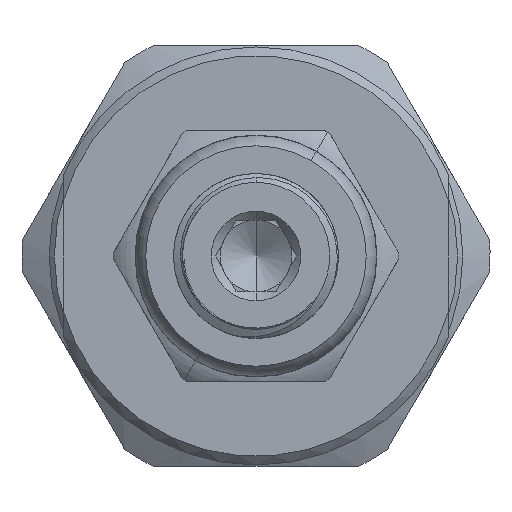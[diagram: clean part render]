
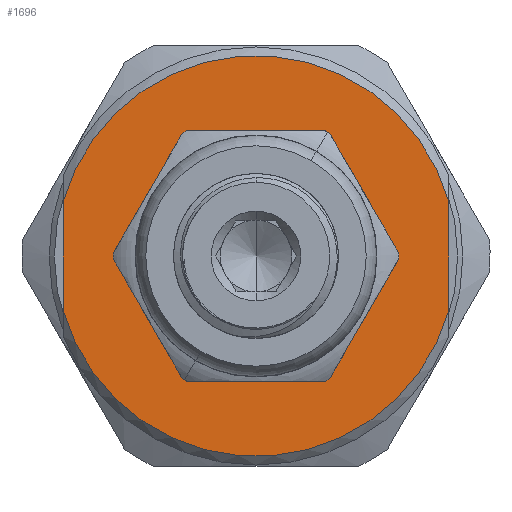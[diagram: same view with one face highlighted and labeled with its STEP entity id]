
A CAD part, left-side view. The second image highlights one B-rep face of the part: STEP entity #1696.
In plain terms, the highlighted planar face has unit normal (-1, 0, 0).
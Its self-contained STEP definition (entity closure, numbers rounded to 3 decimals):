
#253 = DIRECTION ( 'NONE',  ( 0., 1., 0. ) ) ;
#453 = ORIENTED_EDGE ( 'NONE', *, *, #7172, .F. ) ;
#494 = DIRECTION ( 'NONE',  ( 0., 0., 1. ) ) ;
#693 = ORIENTED_EDGE ( 'NONE', *, *, #4602, .T. ) ;
#750 = CARTESIAN_POINT ( 'NONE',  ( -6.5, -11., -3.087 ) ) ;
#844 = AXIS2_PLACEMENT_3D ( 'NONE', #11463, #1581, #5300 ) ;
#1218 = CARTESIAN_POINT ( 'NONE',  ( -6.5, 3.437, -5.954 ) ) ;
#1296 = EDGE_LOOP ( 'NONE', ( #9493, #693 ) ) ;
#1447 = DIRECTION ( 'NONE',  ( -1., 0., 0. ) ) ;
#1581 = DIRECTION ( 'NONE',  ( -1., 0., 0. ) ) ;
#1603 = CARTESIAN_POINT ( 'NONE',  ( -6.5, -11., -10.9 ) ) ;
#1605 = LINE ( 'NONE', #1603, #11367 ) ;
#1696 = ADVANCED_FACE ( 'NONE', ( #2415, #11147 ), #10611, .T. ) ;
#2055 = VERTEX_POINT ( 'NONE', #750 ) ;
#2264 = CARTESIAN_POINT ( 'NONE',  ( -6.5, 11., -10.9 ) ) ;
#2386 = DIRECTION ( 'NONE',  ( 0., 1., 0. ) ) ;
#2415 = FACE_BOUND ( 'NONE', #1296, .T. ) ;
#2515 = DIRECTION ( 'NONE',  ( 0., 0., -1. ) ) ;
#2564 = AXIS2_PLACEMENT_3D ( 'NONE', #10568, #3110, #253 ) ;
#3110 = DIRECTION ( 'NONE',  ( -1., 0., 0. ) ) ;
#3404 = DIRECTION ( 'NONE',  ( 1., 0., 0. ) ) ;
#4069 = CARTESIAN_POINT ( 'NONE',  ( -6.5, 11., 3.087 ) ) ;
#4111 = VERTEX_POINT ( 'NONE', #4694 ) ;
#4570 = CIRCLE ( 'NONE', #10992, 11.425 ) ;
#4602 = EDGE_CURVE ( 'NONE', #9306, #4111, #5590, .T. ) ;
#4694 = CARTESIAN_POINT ( 'NONE',  ( -6.5, -3.437, 5.954 ) ) ;
#5088 = LINE ( 'NONE', #2264, #5510 ) ;
#5201 = CARTESIAN_POINT ( 'NONE',  ( -6.5, 0., 0. ) ) ;
#5203 = EDGE_CURVE ( 'NONE', #7128, #2055, #4570, .T. ) ;
#5211 = ORIENTED_EDGE ( 'NONE', *, *, #5203, .T. ) ;
#5300 = DIRECTION ( 'NONE',  ( 0., 1., 0. ) ) ;
#5411 = DIRECTION ( 'NONE',  ( 0., 0.5, -0.866 ) ) ;
#5495 = AXIS2_PLACEMENT_3D ( 'NONE', #12016, #3404, #5411 ) ;
#5510 = VECTOR ( 'NONE', #494, 1000. ) ;
#5590 = CIRCLE ( 'NONE', #5495, 6.875 ) ;
#5685 = VERTEX_POINT ( 'NONE', #6863 ) ;
#5722 = VERTEX_POINT ( 'NONE', #4069 ) ;
#5808 = CIRCLE ( 'NONE', #8473, 6.875 ) ;
#6029 = CARTESIAN_POINT ( 'NONE',  ( -6.5, 11., -3.087 ) ) ;
#6125 = CARTESIAN_POINT ( 'NONE',  ( -6.5, 0., 0. ) ) ;
#6311 = EDGE_LOOP ( 'NONE', ( #12228, #6412, #453, #5211 ) ) ;
#6412 = ORIENTED_EDGE ( 'NONE', *, *, #11674, .T. ) ;
#6863 = CARTESIAN_POINT ( 'NONE',  ( -6.5, -11., 3.087 ) ) ;
#7128 = VERTEX_POINT ( 'NONE', #6029 ) ;
#7172 = EDGE_CURVE ( 'NONE', #7128, #5722, #5088, .T. ) ;
#7185 = DIRECTION ( 'NONE',  ( 0., 0.5, -0.866 ) ) ;
#8361 = EDGE_CURVE ( 'NONE', #4111, #9306, #5808, .T. ) ;
#8473 = AXIS2_PLACEMENT_3D ( 'NONE', #6125, #10949, #7185 ) ;
#9306 = VERTEX_POINT ( 'NONE', #1218 ) ;
#9493 = ORIENTED_EDGE ( 'NONE', *, *, #8361, .T. ) ;
#9914 = CIRCLE ( 'NONE', #844, 11.425 ) ;
#10568 = CARTESIAN_POINT ( 'NONE',  ( -6.5, 0., 0. ) ) ;
#10611 = PLANE ( 'NONE',  #2564 ) ;
#10949 = DIRECTION ( 'NONE',  ( 1., 0., 0. ) ) ;
#10992 = AXIS2_PLACEMENT_3D ( 'NONE', #5201, #1447, #2386 ) ;
#11147 = FACE_OUTER_BOUND ( 'NONE', #6311, .T. ) ;
#11367 = VECTOR ( 'NONE', #2515, 1000. ) ;
#11463 = CARTESIAN_POINT ( 'NONE',  ( -6.5, 0., 0. ) ) ;
#11674 = EDGE_CURVE ( 'NONE', #5685, #5722, #9914, .T. ) ;
#12016 = CARTESIAN_POINT ( 'NONE',  ( -6.5, 0., 0. ) ) ;
#12093 = EDGE_CURVE ( 'NONE', #5685, #2055, #1605, .T. ) ;
#12228 = ORIENTED_EDGE ( 'NONE', *, *, #12093, .F. ) ;
